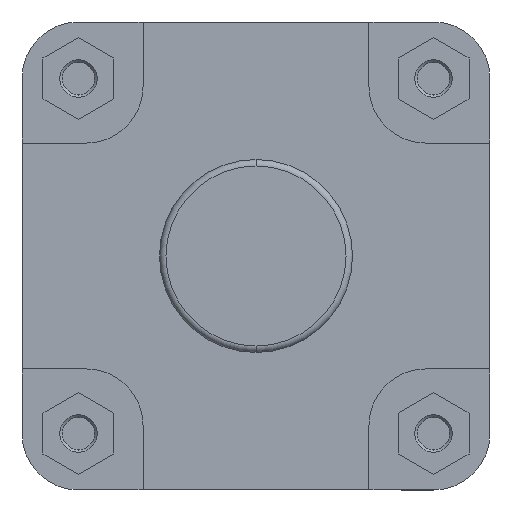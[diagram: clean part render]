
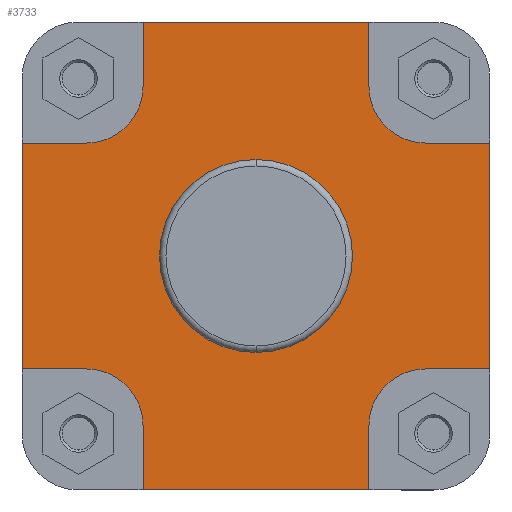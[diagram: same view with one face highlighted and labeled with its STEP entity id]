
A CAD part, left-side view. The second image highlights one B-rep face of the part: STEP entity #3733.
In plain terms, the highlighted planar face has unit normal (-1, 0, 0).
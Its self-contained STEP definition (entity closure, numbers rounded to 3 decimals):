
#517 = AXIS2_PLACEMENT_3D ( 'NONE', #1429, #1439, #1440 ) ;
#574 = AXIS2_PLACEMENT_3D ( 'NONE', #2024, #2028, #2029 ) ;
#598 = AXIS2_PLACEMENT_3D ( 'NONE', #2927, #2928, #2929 ) ;
#600 = AXIS2_PLACEMENT_3D ( 'NONE', #2940, #2942, #2943 ) ;
#601 = AXIS2_PLACEMENT_3D ( 'NONE', #2933, #2935, #2936 ) ;
#630 = AXIS2_PLACEMENT_3D ( 'NONE', #3154, #3161, #3162 ) ;
#662 = AXIS2_PLACEMENT_3D ( 'NONE', #3332, #3343, #3344 ) ;
#1429 = CARTESIAN_POINT ( 'NONE',  ( 46., 29.9, 0. ) ) ;
#1438 = PLANE ( 'NONE',  #517 ) ;
#1439 = DIRECTION ( 'NONE',  ( 1., 0., 0. ) ) ;
#1440 = DIRECTION ( 'NONE',  ( 0., 0., -1. ) ) ;
#1652 = CARTESIAN_POINT ( 'NONE',  ( 46., -52.5, 35. ) ) ;
#1653 = CARTESIAN_POINT ( 'NONE',  ( 46., 0., 29.9 ) ) ;
#1654 = CARTESIAN_POINT ( 'NONE',  ( 46., -35., 72.5 ) ) ;
#1656 = CARTESIAN_POINT ( 'NONE',  ( 46., 0., -29.9 ) ) ;
#1657 = CARTESIAN_POINT ( 'NONE',  ( 46., -52.5, -35. ) ) ;
#1687 = CARTESIAN_POINT ( 'NONE',  ( 46., 35., -52.5 ) ) ;
#1700 = CARTESIAN_POINT ( 'NONE',  ( 46., 35., -72.5 ) ) ;
#1707 = CARTESIAN_POINT ( 'NONE',  ( 46., 52.5, -35. ) ) ;
#1708 = CARTESIAN_POINT ( 'NONE',  ( 46., 72.5, -35. ) ) ;
#1713 = CARTESIAN_POINT ( 'NONE',  ( 46., -35., 52.5 ) ) ;
#1715 = CARTESIAN_POINT ( 'NONE',  ( 46., 72.5, 35. ) ) ;
#1716 = CARTESIAN_POINT ( 'NONE',  ( 46., 52.5, 35. ) ) ;
#1718 = CARTESIAN_POINT ( 'NONE',  ( 46., -72.5, -35. ) ) ;
#1719 = CARTESIAN_POINT ( 'NONE',  ( 46., -72.5, 35. ) ) ;
#1720 = CARTESIAN_POINT ( 'NONE',  ( 46., -35., -72.5 ) ) ;
#1724 = CARTESIAN_POINT ( 'NONE',  ( 46., 35., 72.5 ) ) ;
#1726 = CARTESIAN_POINT ( 'NONE',  ( 46., 35., 52.5 ) ) ;
#1727 = CARTESIAN_POINT ( 'NONE',  ( 46., -35., -52.5 ) ) ;
#2024 = CARTESIAN_POINT ( 'NONE',  ( 46., 0., 0. ) ) ;
#2028 = DIRECTION ( 'NONE',  ( -1., 0., 0. ) ) ;
#2029 = DIRECTION ( 'NONE',  ( 0., 0., 1. ) ) ;
#2294 = CIRCLE ( 'NONE', #574, 29.9 ) ;
#2384 = LINE ( 'NONE', #2921, #2391 ) ;
#2388 = VECTOR ( 'NONE', #2932, 1000. ) ;
#2391 = VECTOR ( 'NONE', #2926, 1000. ) ;
#2392 = LINE ( 'NONE', #2931, #2388 ) ;
#2393 = LINE ( 'NONE', #2938, #2394 ) ;
#2394 = VECTOR ( 'NONE', #2939, 1000. ) ;
#2395 = LINE ( 'NONE', #2925, #2397 ) ;
#2396 = CIRCLE ( 'NONE', #598, 17.5 ) ;
#2397 = VECTOR ( 'NONE', #2934, 1000. ) ;
#2399 = VECTOR ( 'NONE', #2945, 1000. ) ;
#2400 = LINE ( 'NONE', #2930, #2402 ) ;
#2401 = CIRCLE ( 'NONE', #601, 17.5 ) ;
#2402 = VECTOR ( 'NONE', #2941, 1000. ) ;
#2403 = LINE ( 'NONE', #2944, #2406 ) ;
#2404 = LINE ( 'NONE', #2937, #2399 ) ;
#2405 = CIRCLE ( 'NONE', #600, 17.5 ) ;
#2406 = VECTOR ( 'NONE', #2947, 1000. ) ;
#2475 = VECTOR ( 'NONE', #3054, 1000. ) ;
#2481 = LINE ( 'NONE', #3045, #2475 ) ;
#2548 = VECTOR ( 'NONE', #3146, 1000. ) ;
#2552 = LINE ( 'NONE', #3139, #2553 ) ;
#2553 = VECTOR ( 'NONE', #3140, 1000. ) ;
#2555 = LINE ( 'NONE', #3144, #2558 ) ;
#2556 = LINE ( 'NONE', #3138, #2548 ) ;
#2558 = VECTOR ( 'NONE', #3148, 1000. ) ;
#2567 = CIRCLE ( 'NONE', #630, 29.9 ) ;
#2580 = LINE ( 'NONE', #3192, #2581 ) ;
#2581 = VECTOR ( 'NONE', #3193, 1000. ) ;
#2663 = CIRCLE ( 'NONE', #662, 17.5 ) ;
#2921 = CARTESIAN_POINT ( 'NONE',  ( 46., -72.5, 0. ) ) ;
#2925 = CARTESIAN_POINT ( 'NONE',  ( 46., -35., 72.5 ) ) ;
#2926 = DIRECTION ( 'NONE',  ( 0., 0., 1. ) ) ;
#2927 = CARTESIAN_POINT ( 'NONE',  ( 46., -52.5, 52.5 ) ) ;
#2928 = DIRECTION ( 'NONE',  ( -1., 0., 0. ) ) ;
#2929 = DIRECTION ( 'NONE',  ( 0., 0., -1. ) ) ;
#2930 = CARTESIAN_POINT ( 'NONE',  ( 46., -159.641, 72.5 ) ) ;
#2931 = CARTESIAN_POINT ( 'NONE',  ( 46., -52.5, 35. ) ) ;
#2932 = DIRECTION ( 'NONE',  ( 0., -1., 0. ) ) ;
#2933 = CARTESIAN_POINT ( 'NONE',  ( 46., 52.5, 52.5 ) ) ;
#2934 = DIRECTION ( 'NONE',  ( 0., 0., -1. ) ) ;
#2935 = DIRECTION ( 'NONE',  ( -1., 0., 0. ) ) ;
#2936 = DIRECTION ( 'NONE',  ( 0., 0., -1. ) ) ;
#2937 = CARTESIAN_POINT ( 'NONE',  ( 46., 52.5, -35. ) ) ;
#2938 = CARTESIAN_POINT ( 'NONE',  ( 46., 72.5, 35. ) ) ;
#2939 = DIRECTION ( 'NONE',  ( 0., -1., 0. ) ) ;
#2940 = CARTESIAN_POINT ( 'NONE',  ( 46., 52.5, -52.5 ) ) ;
#2941 = DIRECTION ( 'NONE',  ( 0., -1., 0. ) ) ;
#2942 = DIRECTION ( 'NONE',  ( -1., 0., 0. ) ) ;
#2943 = DIRECTION ( 'NONE',  ( 0., 0., -1. ) ) ;
#2944 = CARTESIAN_POINT ( 'NONE',  ( 46., 72.5, 0. ) ) ;
#2945 = DIRECTION ( 'NONE',  ( 0., 1., 0. ) ) ;
#2947 = DIRECTION ( 'NONE',  ( 0., 0., 1. ) ) ;
#3045 = CARTESIAN_POINT ( 'NONE',  ( 46., -159.641, -72.5 ) ) ;
#3054 = DIRECTION ( 'NONE',  ( 0., -1., 0. ) ) ;
#3138 = CARTESIAN_POINT ( 'NONE',  ( 46., 35., 52.5 ) ) ;
#3139 = CARTESIAN_POINT ( 'NONE',  ( 46., -35., -52.5 ) ) ;
#3140 = DIRECTION ( 'NONE',  ( 0., 0., -1. ) ) ;
#3144 = CARTESIAN_POINT ( 'NONE',  ( 46., 35., -72.5 ) ) ;
#3146 = DIRECTION ( 'NONE',  ( 0., 0., 1. ) ) ;
#3148 = DIRECTION ( 'NONE',  ( 0., 0., 1. ) ) ;
#3154 = CARTESIAN_POINT ( 'NONE',  ( 46., 0., 0. ) ) ;
#3161 = DIRECTION ( 'NONE',  ( -1., 0., 0. ) ) ;
#3162 = DIRECTION ( 'NONE',  ( 0., 0., 1. ) ) ;
#3192 = CARTESIAN_POINT ( 'NONE',  ( 46., -72.5, -35. ) ) ;
#3193 = DIRECTION ( 'NONE',  ( 0., 1., 0. ) ) ;
#3332 = CARTESIAN_POINT ( 'NONE',  ( 46., -52.5, -52.5 ) ) ;
#3343 = DIRECTION ( 'NONE',  ( -1., 0., 0. ) ) ;
#3344 = DIRECTION ( 'NONE',  ( 0., 0., -1. ) ) ;
#3733 = ADVANCED_FACE ( 'NONE', ( #6414, #6412 ), #1438, .F. ) ;
#4540 = VERTEX_POINT ( 'NONE', #1652 ) ;
#4541 = VERTEX_POINT ( 'NONE', #1653 ) ;
#4542 = VERTEX_POINT ( 'NONE', #1654 ) ;
#4544 = VERTEX_POINT ( 'NONE', #1656 ) ;
#4545 = VERTEX_POINT ( 'NONE', #1657 ) ;
#4575 = VERTEX_POINT ( 'NONE', #1687 ) ;
#4588 = VERTEX_POINT ( 'NONE', #1700 ) ;
#4595 = VERTEX_POINT ( 'NONE', #1707 ) ;
#4596 = VERTEX_POINT ( 'NONE', #1708 ) ;
#4601 = VERTEX_POINT ( 'NONE', #1713 ) ;
#4603 = VERTEX_POINT ( 'NONE', #1715 ) ;
#4604 = VERTEX_POINT ( 'NONE', #1716 ) ;
#4606 = VERTEX_POINT ( 'NONE', #1718 ) ;
#4607 = VERTEX_POINT ( 'NONE', #1719 ) ;
#4608 = VERTEX_POINT ( 'NONE', #1720 ) ;
#4612 = VERTEX_POINT ( 'NONE', #1724 ) ;
#4614 = VERTEX_POINT ( 'NONE', #1726 ) ;
#4615 = VERTEX_POINT ( 'NONE', #1727 ) ;
#5534 = ORIENTED_EDGE ( 'NONE', *, *, #6746, .F. ) ;
#5535 = ORIENTED_EDGE ( 'NONE', *, *, #6726, .F. ) ;
#5536 = ORIENTED_EDGE ( 'NONE', *, *, #6801, .F. ) ;
#5537 = ORIENTED_EDGE ( 'NONE', *, *, #6632, .T. ) ;
#6412 = FACE_OUTER_BOUND ( 'NONE', #7293, .T. ) ;
#6414 = FACE_BOUND ( 'NONE', #7180, .T. ) ;
#6570 = EDGE_CURVE ( 'NONE', #4541, #4544, #2294, .T. ) ;
#6632 = EDGE_CURVE ( 'NONE', #4606, #4607, #2384, .T. ) ;
#6633 = EDGE_CURVE ( 'NONE', #4601, #4540, #2396, .T. ) ;
#6634 = EDGE_CURVE ( 'NONE', #4540, #4607, #2392, .T. ) ;
#6635 = EDGE_CURVE ( 'NONE', #4542, #4601, #2395, .T. ) ;
#6636 = EDGE_CURVE ( 'NONE', #4604, #4614, #2401, .T. ) ;
#6637 = EDGE_CURVE ( 'NONE', #4603, #4604, #2393, .T. ) ;
#6638 = EDGE_CURVE ( 'NONE', #4612, #4542, #2400, .T. ) ;
#6639 = EDGE_CURVE ( 'NONE', #4575, #4595, #2405, .T. ) ;
#6640 = EDGE_CURVE ( 'NONE', #4595, #4596, #2404, .T. ) ;
#6641 = EDGE_CURVE ( 'NONE', #4596, #4603, #2403, .T. ) ;
#6686 = EDGE_CURVE ( 'NONE', #4588, #4608, #2481, .T. ) ;
#6726 = EDGE_CURVE ( 'NONE', #4615, #4608, #2552, .T. ) ;
#6728 = EDGE_CURVE ( 'NONE', #4614, #4612, #2556, .T. ) ;
#6729 = EDGE_CURVE ( 'NONE', #4588, #4575, #2555, .T. ) ;
#6734 = EDGE_CURVE ( 'NONE', #4544, #4541, #2567, .T. ) ;
#6746 = EDGE_CURVE ( 'NONE', #4606, #4545, #2580, .T. ) ;
#6801 = EDGE_CURVE ( 'NONE', #4545, #4615, #2663, .T. ) ;
#6863 = ORIENTED_EDGE ( 'NONE', *, *, #6637, .F. ) ;
#6866 = ORIENTED_EDGE ( 'NONE', *, *, #6638, .F. ) ;
#6869 = ORIENTED_EDGE ( 'NONE', *, *, #6729, .F. ) ;
#6877 = ORIENTED_EDGE ( 'NONE', *, *, #6641, .F. ) ;
#6888 = ORIENTED_EDGE ( 'NONE', *, *, #6639, .F. ) ;
#6890 = ORIENTED_EDGE ( 'NONE', *, *, #6728, .F. ) ;
#6898 = ORIENTED_EDGE ( 'NONE', *, *, #6634, .F. ) ;
#6900 = ORIENTED_EDGE ( 'NONE', *, *, #6640, .F. ) ;
#6901 = ORIENTED_EDGE ( 'NONE', *, *, #6635, .F. ) ;
#6902 = ORIENTED_EDGE ( 'NONE', *, *, #6636, .F. ) ;
#6909 = ORIENTED_EDGE ( 'NONE', *, *, #6633, .F. ) ;
#7180 = EDGE_LOOP ( 'NONE', ( #7404, #7377 ) ) ;
#7293 = EDGE_LOOP ( 'NONE', ( #7379, #5535, #5536, #5534, #5537, #6898, #6909, #6901, #6866, #6890, #6902, #6863, #6877, #6900, #6888, #6869 ) ) ;
#7377 = ORIENTED_EDGE ( 'NONE', *, *, #6734, .F. ) ;
#7379 = ORIENTED_EDGE ( 'NONE', *, *, #6686, .T. ) ;
#7404 = ORIENTED_EDGE ( 'NONE', *, *, #6570, .F. ) ;
